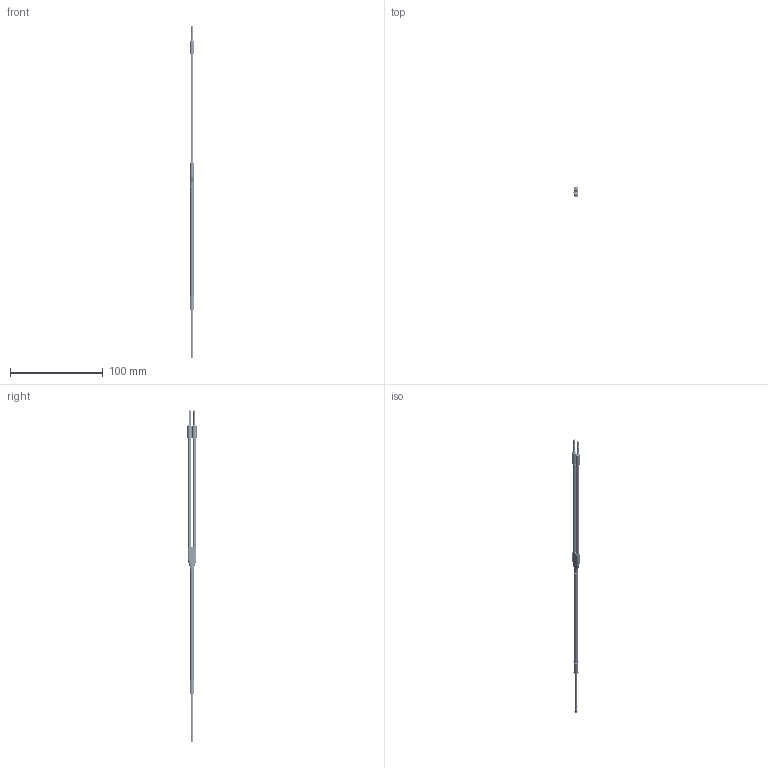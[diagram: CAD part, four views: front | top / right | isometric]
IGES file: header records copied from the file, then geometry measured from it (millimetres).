
Start section:  PTC IGES file: 188736.igs
Global section: file name: 188736.igs; native system: Creo Parametric by Parametric Technology Corporation; preprocessor: 2013230; author: pdmadmin; organization: Unknown; date: 20160112.153010; units: millimetre
Bounding box: 5.96 x 9.78 x 357.71 mm (x, y, z)
Volume: 1845.1 mm3; surface area: 72621.1 mm2
Topology: 12 solids, 12 shells, 2200 faces, 10560 edges, 13411 vertices
Faces by surface type: revolution 1696, bspline 504
